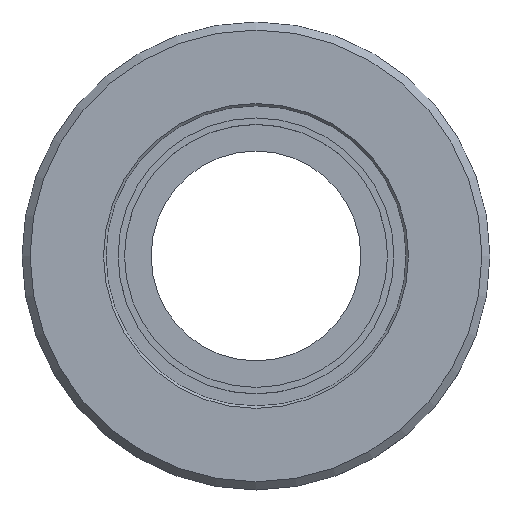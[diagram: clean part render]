
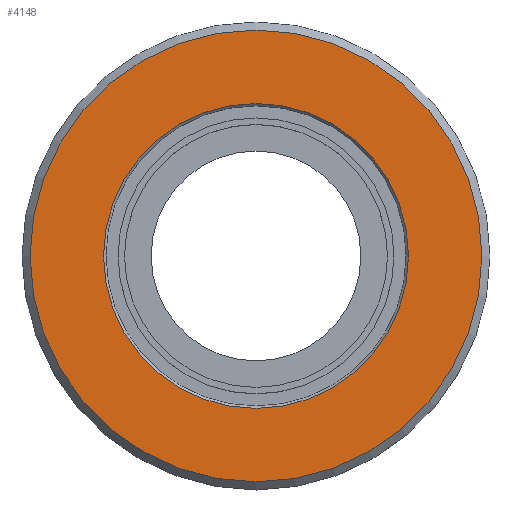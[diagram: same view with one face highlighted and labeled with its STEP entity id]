
A CAD part, top view. The second image highlights one B-rep face of the part: STEP entity #4148.
In plain terms, the highlighted planar face has unit normal (0, 0, 1).
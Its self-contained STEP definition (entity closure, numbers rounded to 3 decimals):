
#67=FACE_BOUND('',#511,.T.);
#83=PLANE('',#4463);
#239=FACE_OUTER_BOUND('',#510,.T.);
#510=EDGE_LOOP('',(#2757));
#511=EDGE_LOOP('',(#2758));
#1260=CIRCLE('',#4462,18.9);
#1261=CIRCLE('',#4464,28.);
#1664=VERTEX_POINT('',#6733);
#1665=VERTEX_POINT('',#6737);
#2079=EDGE_CURVE('',#1664,#1664,#1260,.T.);
#2080=EDGE_CURVE('',#1665,#1665,#1261,.T.);
#2757=ORIENTED_EDGE('',*,*,#2080,.F.);
#2758=ORIENTED_EDGE('',*,*,#2079,.F.);
#4148=ADVANCED_FACE('',(#239,#67),#83,.T.);
#4462=AXIS2_PLACEMENT_3D('',#6735,#5180,#5181);
#4463=AXIS2_PLACEMENT_3D('',#6736,#5182,#5183);
#4464=AXIS2_PLACEMENT_3D('',#6738,#5184,#5185);
#5180=DIRECTION('center_axis',(0.,0.,1.));
#5181=DIRECTION('ref_axis',(-1.,0.,0.));
#5182=DIRECTION('center_axis',(0.,0.,1.));
#5183=DIRECTION('ref_axis',(1.,0.,0.));
#5184=DIRECTION('center_axis',(0.,0.,-1.));
#5185=DIRECTION('ref_axis',(-1.,0.,0.));
#6733=CARTESIAN_POINT('',(18.9,0.,2.7));
#6735=CARTESIAN_POINT('Origin',(0.,0.,2.7));
#6736=CARTESIAN_POINT('Origin',(18.6,0.,2.7));
#6737=CARTESIAN_POINT('',(28.,0.,2.7));
#6738=CARTESIAN_POINT('Origin',(0.,0.,2.7));
